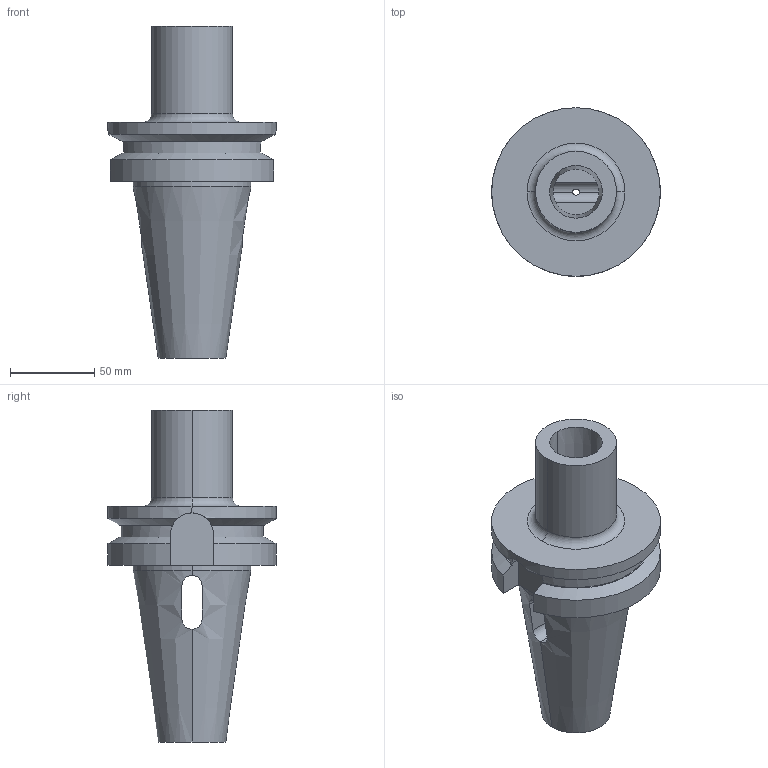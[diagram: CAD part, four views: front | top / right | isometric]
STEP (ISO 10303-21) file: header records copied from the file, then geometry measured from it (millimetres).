
FILE_DESCRIPTION (( 'STEP AP203' ), '1' );
FILE_NAME ('STP-17048.STEP', '2020-10-21T09:02:12', ( '' ), ( '' ), 'SwSTEP 2.0', 'SolidWorks 2017', '' );
FILE_SCHEMA (( 'CONFIG_CONTROL_DESIGN' ));
Length unit declared in the file: millimetre
Products named in the file (1): STP-17048
Bounding box: 100 x 100 x 196.8 mm (x, y, z)
Volume: 479929.7 mm3; surface area: 70772.2 mm2
Topology: 1 solids, 1 shells, 61 faces, 160 edges, 101 vertices
Faces by surface type: cylinder 25, plane 20, cone 14, torus 2
Entity records: 2322 total; most frequent: CARTESIAN_POINT 745, ORIENTED_EDGE 320, DIRECTION 309, EDGE_CURVE 160, AXIS2_PLACEMENT_3D 119, VERTEX_POINT 101, VECTOR 71, LINE 71
